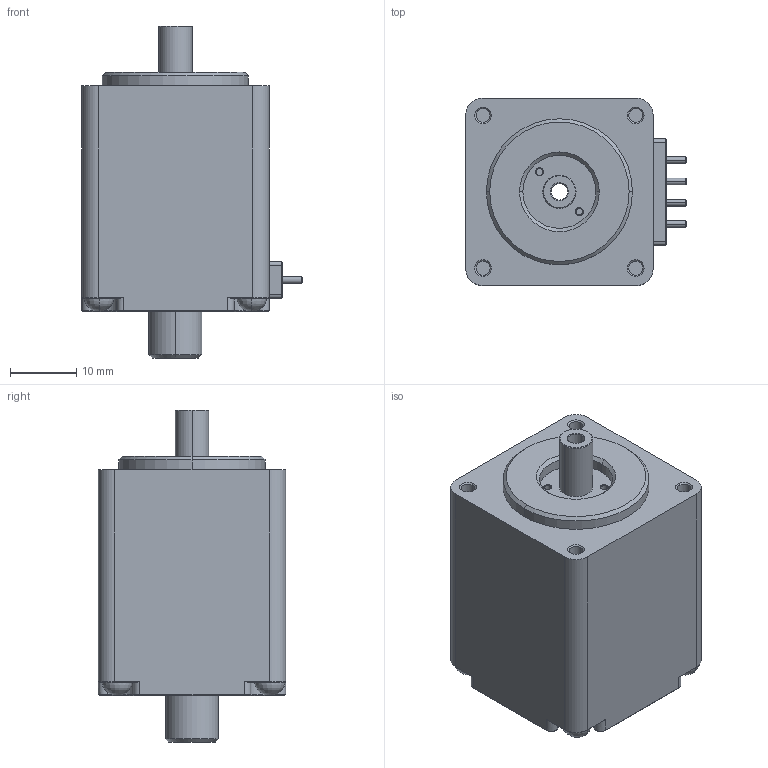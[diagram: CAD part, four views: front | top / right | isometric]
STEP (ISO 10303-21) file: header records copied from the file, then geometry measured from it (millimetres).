
FILE_DESCRIPTION((''),'2;1');
FILE_NAME('DIANJI','2017-04-02T',('Administrator'),(''),'PRO/ENGINEER BY PARAMETRIC TECHNOLOGY CORPORATION, 2010280','PRO/ENGINEER BY PARAMETRIC TECHNOLOGY CORPORATION, 2010280','');
FILE_SCHEMA(('CONFIG_CONTROL_DESIGN'));
Length unit declared in the file: millimetre
Products named in the file (1): DIANJI
Bounding box: 33.2 x 28.2 x 50 mm (x, y, z)
Volume: 27404.1 mm3; surface area: 6596.2 mm2
Topology: 1 solids, 1 shells, 173 faces, 390 edges, 232 vertices
Faces by surface type: cylinder 54, cone 52, plane 47, torus 12, revolution 8
Entity records: 4966 total; most frequent: CARTESIAN_POINT 999, DIRECTION 884, ORIENTED_EDGE 764, EDGE_CURVE 382, AXIS2_PLACEMENT_3D 353, VERTEX_POINT 232, EDGE_LOOP 196, CIRCLE 188
